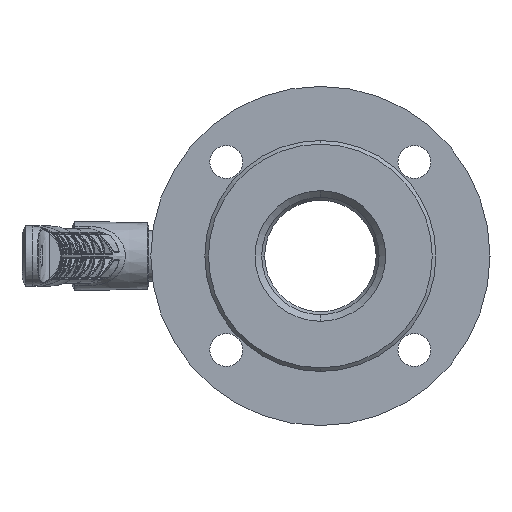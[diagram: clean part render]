
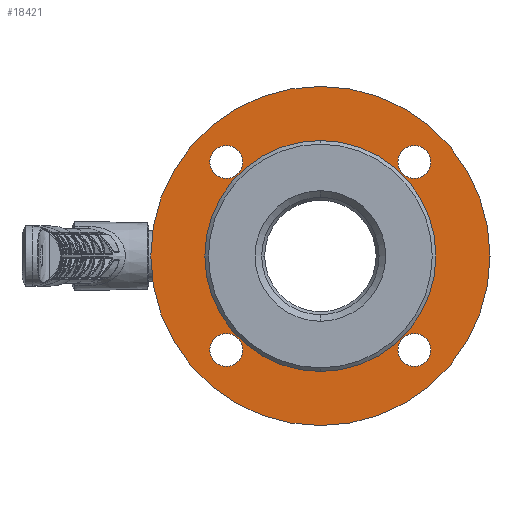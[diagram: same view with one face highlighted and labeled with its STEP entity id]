
A CAD part, left-side view. The second image highlights one B-rep face of the part: STEP entity #18421.
In plain terms, the highlighted planar face has unit normal (-1, 0, 0).
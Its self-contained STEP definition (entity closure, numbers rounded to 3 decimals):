
#1005 = FACE_BOUND ( 'NONE', #14136, .T. ) ;
#1597 = CIRCLE ( 'NONE', #7321, 9. ) ;
#1733 = CIRCLE ( 'NONE', #12062, 63. ) ;
#1771 = CARTESIAN_POINT ( 'NONE',  ( -143., 0., -63. ) ) ;
#2291 = DIRECTION ( 'NONE',  ( 0., 0., 1. ) ) ;
#2388 = CARTESIAN_POINT ( 'NONE',  ( -143., 51.265, 51.265 ) ) ;
#2620 = CARTESIAN_POINT ( 'NONE',  ( -143., 51.265, -51.265 ) ) ;
#3202 = DIRECTION ( 'NONE',  ( 0., 0., 1. ) ) ;
#3305 = CIRCLE ( 'NONE', #26190, 63. ) ;
#3349 = EDGE_CURVE ( 'NONE', #13699, #17478, #1733, .T. ) ;
#3684 = CIRCLE ( 'NONE', #34069, 9. ) ;
#3738 = AXIS2_PLACEMENT_3D ( 'NONE', #15538, #34201, #15357 ) ;
#4236 = CARTESIAN_POINT ( 'NONE',  ( -143., -51.265, -51.265 ) ) ;
#4440 = CARTESIAN_POINT ( 'NONE',  ( -143., 0., 0. ) ) ;
#5050 = VERTEX_POINT ( 'NONE', #23150 ) ;
#5321 = DIRECTION ( 'NONE',  ( -1., 0., 0. ) ) ;
#6254 = CARTESIAN_POINT ( 'NONE',  ( -143., 0., -92.5 ) ) ;
#6335 = ORIENTED_EDGE ( 'NONE', *, *, #7974, .F. ) ;
#6747 = PLANE ( 'NONE',  #11300 ) ;
#6821 = VERTEX_POINT ( 'NONE', #27845 ) ;
#6826 = CIRCLE ( 'NONE', #26856, 9. ) ;
#7321 = AXIS2_PLACEMENT_3D ( 'NONE', #4236, #20730, #20556 ) ;
#7355 = DIRECTION ( 'NONE',  ( 0., 0., 1. ) ) ;
#7367 = CARTESIAN_POINT ( 'NONE',  ( -143., 51.265, -51.265 ) ) ;
#7974 = EDGE_CURVE ( 'NONE', #34522, #29416, #24925, .T. ) ;
#7978 = CARTESIAN_POINT ( 'NONE',  ( -143., -51.265, 42.265 ) ) ;
#8905 = DIRECTION ( 'NONE',  ( 1., 0., 0. ) ) ;
#9079 = DIRECTION ( 'NONE',  ( -1., 0., 0. ) ) ;
#9342 = VERTEX_POINT ( 'NONE', #20782 ) ;
#10212 = CARTESIAN_POINT ( 'NONE',  ( -143., 0., 63. ) ) ;
#10398 = EDGE_CURVE ( 'NONE', #5050, #33381, #24454, .T. ) ;
#10400 = CIRCLE ( 'NONE', #27000, 9. ) ;
#10668 = EDGE_LOOP ( 'NONE', ( #17612, #34403 ) ) ;
#10783 = ORIENTED_EDGE ( 'NONE', *, *, #16305, .F. ) ;
#11300 = AXIS2_PLACEMENT_3D ( 'NONE', #11778, #8905, #33666 ) ;
#11543 = EDGE_CURVE ( 'NONE', #29416, #34522, #10400, .T. ) ;
#11778 = CARTESIAN_POINT ( 'NONE',  ( -143., 63., 0. ) ) ;
#11831 = AXIS2_PLACEMENT_3D ( 'NONE', #34845, #15646, #32146 ) ;
#11883 = EDGE_LOOP ( 'NONE', ( #35157, #23771 ) ) ;
#12010 = ORIENTED_EDGE ( 'NONE', *, *, #3349, .T. ) ;
#12062 = AXIS2_PLACEMENT_3D ( 'NONE', #12384, #31915, #7355 ) ;
#12384 = CARTESIAN_POINT ( 'NONE',  ( -143., 0., 0. ) ) ;
#12439 = VERTEX_POINT ( 'NONE', #6254 ) ;
#12582 = DIRECTION ( 'NONE',  ( 0., 0., -1. ) ) ;
#12589 = CARTESIAN_POINT ( 'NONE',  ( -143., 0., 0. ) ) ;
#12881 = CARTESIAN_POINT ( 'NONE',  ( -143., 51.265, 51.265 ) ) ;
#13333 = DIRECTION ( 'NONE',  ( -1., 0., 0. ) ) ;
#13390 = DIRECTION ( 'NONE',  ( -1., 0., 0. ) ) ;
#13450 = DIRECTION ( 'NONE',  ( 1., 0., 0. ) ) ;
#13546 = CIRCLE ( 'NONE', #11831, 9. ) ;
#13699 = VERTEX_POINT ( 'NONE', #10212 ) ;
#13856 = VERTEX_POINT ( 'NONE', #16464 ) ;
#14101 = DIRECTION ( 'NONE',  ( 0., 0., 1. ) ) ;
#14136 = EDGE_LOOP ( 'NONE', ( #12010, #22540 ) ) ;
#14277 = CARTESIAN_POINT ( 'NONE',  ( -143., -51.265, -60.265 ) ) ;
#14344 = AXIS2_PLACEMENT_3D ( 'NONE', #21497, #13450, #3202 ) ;
#14474 = FACE_BOUND ( 'NONE', #10668, .T. ) ;
#14612 = EDGE_CURVE ( 'NONE', #28282, #6821, #13546, .T. ) ;
#15357 = DIRECTION ( 'NONE',  ( 0., 0., 1. ) ) ;
#15538 = CARTESIAN_POINT ( 'NONE',  ( -143., -51.265, 51.265 ) ) ;
#15646 = DIRECTION ( 'NONE',  ( -1., 0., 0. ) ) ;
#16305 = EDGE_CURVE ( 'NONE', #9342, #13856, #31883, .T. ) ;
#16414 = AXIS2_PLACEMENT_3D ( 'NONE', #7367, #26350, #12582 ) ;
#16439 = CARTESIAN_POINT ( 'NONE',  ( -143., 51.265, 42.265 ) ) ;
#16464 = CARTESIAN_POINT ( 'NONE',  ( -143., 51.265, -42.265 ) ) ;
#17357 = EDGE_LOOP ( 'NONE', ( #20744, #23909 ) ) ;
#17478 = VERTEX_POINT ( 'NONE', #1771 ) ;
#17612 = ORIENTED_EDGE ( 'NONE', *, *, #14612, .F. ) ;
#18421 = ADVANCED_FACE ( 'NONE', ( #33318, #25557, #14474, #23051, #25218, #1005 ), #6747, .F. ) ;
#18777 = EDGE_CURVE ( 'NONE', #17478, #13699, #3305, .T. ) ;
#20030 = CIRCLE ( 'NONE', #14344, 92.5 ) ;
#20416 = EDGE_CURVE ( 'NONE', #33381, #5050, #3684, .T. ) ;
#20556 = DIRECTION ( 'NONE',  ( 0., -1., 0. ) ) ;
#20730 = DIRECTION ( 'NONE',  ( -1., 0., 0. ) ) ;
#20744 = ORIENTED_EDGE ( 'NONE', *, *, #20416, .F. ) ;
#20782 = CARTESIAN_POINT ( 'NONE',  ( -143., 51.265, -60.265 ) ) ;
#21199 = ORIENTED_EDGE ( 'NONE', *, *, #11543, .F. ) ;
#21497 = CARTESIAN_POINT ( 'NONE',  ( -143., 0., 0. ) ) ;
#22409 = EDGE_LOOP ( 'NONE', ( #21199, #6335 ) ) ;
#22540 = ORIENTED_EDGE ( 'NONE', *, *, #18777, .T. ) ;
#23051 = FACE_BOUND ( 'NONE', #34289, .T. ) ;
#23150 = CARTESIAN_POINT ( 'NONE',  ( -143., 51.265, 60.265 ) ) ;
#23771 = ORIENTED_EDGE ( 'NONE', *, *, #34189, .F. ) ;
#23844 = DIRECTION ( 'NONE',  ( 1., 0., 0. ) ) ;
#23909 = ORIENTED_EDGE ( 'NONE', *, *, #10398, .F. ) ;
#24252 = DIRECTION ( 'NONE',  ( 0., 1., 0. ) ) ;
#24324 = DIRECTION ( 'NONE',  ( 0., 1., 0. ) ) ;
#24454 = CIRCLE ( 'NONE', #33642, 9. ) ;
#24925 = CIRCLE ( 'NONE', #3738, 9. ) ;
#25218 = FACE_OUTER_BOUND ( 'NONE', #11883, .T. ) ;
#25282 = EDGE_CURVE ( 'NONE', #27402, #12439, #30202, .T. ) ;
#25557 = FACE_BOUND ( 'NONE', #22409, .T. ) ;
#25797 = EDGE_CURVE ( 'NONE', #6821, #28282, #1597, .T. ) ;
#26190 = AXIS2_PLACEMENT_3D ( 'NONE', #4440, #29538, #2291 ) ;
#26350 = DIRECTION ( 'NONE',  ( -1., 0., 0. ) ) ;
#26856 = AXIS2_PLACEMENT_3D ( 'NONE', #2620, #13390, #29517 ) ;
#27000 = AXIS2_PLACEMENT_3D ( 'NONE', #27884, #9079, #14101 ) ;
#27402 = VERTEX_POINT ( 'NONE', #28141 ) ;
#27845 = CARTESIAN_POINT ( 'NONE',  ( -143., -51.265, -42.265 ) ) ;
#27884 = CARTESIAN_POINT ( 'NONE',  ( -143., -51.265, 51.265 ) ) ;
#28141 = CARTESIAN_POINT ( 'NONE',  ( -143., 0., 92.5 ) ) ;
#28282 = VERTEX_POINT ( 'NONE', #14277 ) ;
#29188 = CARTESIAN_POINT ( 'NONE',  ( -143., -51.265, 60.265 ) ) ;
#29285 = EDGE_CURVE ( 'NONE', #13856, #9342, #6826, .T. ) ;
#29416 = VERTEX_POINT ( 'NONE', #7978 ) ;
#29517 = DIRECTION ( 'NONE',  ( 0., 0., -1. ) ) ;
#29538 = DIRECTION ( 'NONE',  ( 1., 0., 0. ) ) ;
#30202 = CIRCLE ( 'NONE', #34254, 92.5 ) ;
#31883 = CIRCLE ( 'NONE', #16414, 9. ) ;
#31915 = DIRECTION ( 'NONE',  ( 1., 0., 0. ) ) ;
#32146 = DIRECTION ( 'NONE',  ( 0., -1., 0. ) ) ;
#33318 = FACE_BOUND ( 'NONE', #17357, .T. ) ;
#33381 = VERTEX_POINT ( 'NONE', #16439 ) ;
#33642 = AXIS2_PLACEMENT_3D ( 'NONE', #12881, #5321, #24324 ) ;
#33666 = DIRECTION ( 'NONE',  ( 0., 0., 1. ) ) ;
#34069 = AXIS2_PLACEMENT_3D ( 'NONE', #2388, #13333, #24252 ) ;
#34189 = EDGE_CURVE ( 'NONE', #12439, #27402, #20030, .T. ) ;
#34201 = DIRECTION ( 'NONE',  ( -1., 0., 0. ) ) ;
#34254 = AXIS2_PLACEMENT_3D ( 'NONE', #12589, #23844, #34647 ) ;
#34289 = EDGE_LOOP ( 'NONE', ( #10783, #35031 ) ) ;
#34403 = ORIENTED_EDGE ( 'NONE', *, *, #25797, .F. ) ;
#34522 = VERTEX_POINT ( 'NONE', #29188 ) ;
#34647 = DIRECTION ( 'NONE',  ( 0., 0., 1. ) ) ;
#34845 = CARTESIAN_POINT ( 'NONE',  ( -143., -51.265, -51.265 ) ) ;
#35031 = ORIENTED_EDGE ( 'NONE', *, *, #29285, .F. ) ;
#35157 = ORIENTED_EDGE ( 'NONE', *, *, #25282, .F. ) ;
